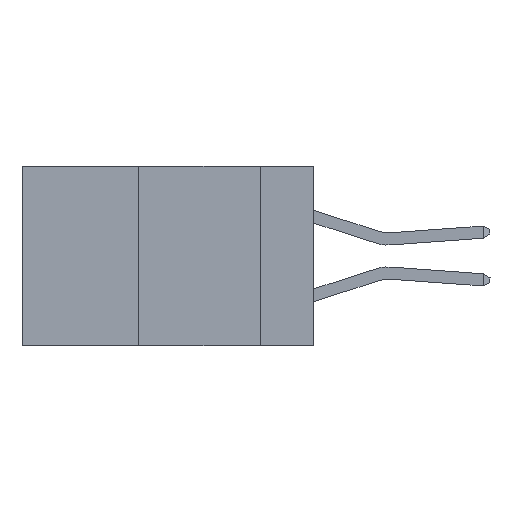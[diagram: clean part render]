
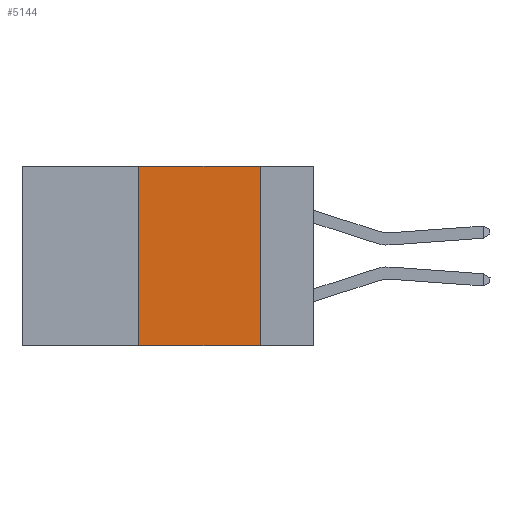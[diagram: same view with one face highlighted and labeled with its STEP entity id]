
A CAD part, left-side view. The second image highlights one B-rep face of the part: STEP entity #5144.
In plain terms, the highlighted planar face has unit normal (-1, 0, 0).
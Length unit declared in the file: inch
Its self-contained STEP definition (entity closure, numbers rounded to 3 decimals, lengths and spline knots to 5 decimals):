
#602 = LINE ( 'NONE', #15953, #8630 ) ;
#659 = EDGE_CURVE ( 'NONE', #1255, #3067, #5655, .T. ) ;
#816 = VECTOR ( 'NONE', #19389, 39.37008 ) ;
#1255 = VERTEX_POINT ( 'NONE', #8099 ) ;
#2965 = DIRECTION ( 'NONE',  ( 0., 0., -1. ) ) ;
#3067 = VERTEX_POINT ( 'NONE', #5794 ) ;
#3120 = DIRECTION ( 'NONE',  ( 1., 0., 0. ) ) ;
#3405 = EDGE_CURVE ( 'NONE', #21916, #9918, #18084, .T. ) ;
#4365 = VECTOR ( 'NONE', #9014, 39.37008 ) ;
#4640 = EDGE_CURVE ( 'NONE', #3067, #21916, #9484, .T. ) ;
#4976 = PLANE ( 'NONE',  #5986 ) ;
#5144 = ADVANCED_FACE ( 'NONE', ( #12885 ), #4976, .F. ) ;
#5655 = LINE ( 'NONE', #17688, #816 ) ;
#5794 = CARTESIAN_POINT ( 'NONE',  ( 0., 0.36, 0. ) ) ;
#5905 = ORIENTED_EDGE ( 'NONE', *, *, #659, .F. ) ;
#5986 = AXIS2_PLACEMENT_3D ( 'NONE', #9937, #3120, #15075 ) ;
#6440 = CARTESIAN_POINT ( 'NONE',  ( 0., 0.11, -0.37 ) ) ;
#7951 = VECTOR ( 'NONE', #2965, 39.37008 ) ;
#8099 = CARTESIAN_POINT ( 'NONE',  ( 0., 0.36, -0.37 ) ) ;
#8630 = VECTOR ( 'NONE', #20912, 39.37008 ) ;
#9014 = DIRECTION ( 'NONE',  ( 0., -1., 0. ) ) ;
#9484 = LINE ( 'NONE', #20889, #4365 ) ;
#9918 = VERTEX_POINT ( 'NONE', #6440 ) ;
#9937 = CARTESIAN_POINT ( 'NONE',  ( 0., 0.6, 0. ) ) ;
#12885 = FACE_OUTER_BOUND ( 'NONE', #16764, .T. ) ;
#13582 = ORIENTED_EDGE ( 'NONE', *, *, #3405, .F. ) ;
#15075 = DIRECTION ( 'NONE',  ( 0., 0., -1. ) ) ;
#15614 = ORIENTED_EDGE ( 'NONE', *, *, #4640, .F. ) ;
#15912 = ORIENTED_EDGE ( 'NONE', *, *, #21804, .T. ) ;
#15953 = CARTESIAN_POINT ( 'NONE',  ( 0., 0.6, -0.37 ) ) ;
#16764 = EDGE_LOOP ( 'NONE', ( #13582, #15614, #5905, #15912 ) ) ;
#17688 = CARTESIAN_POINT ( 'NONE',  ( 0., 0.36, 0. ) ) ;
#18084 = LINE ( 'NONE', #20259, #7951 ) ;
#19389 = DIRECTION ( 'NONE',  ( 0., 0., 1. ) ) ;
#20259 = CARTESIAN_POINT ( 'NONE',  ( 0., 0.11, 0. ) ) ;
#20889 = CARTESIAN_POINT ( 'NONE',  ( 0., 0.6, 0. ) ) ;
#20912 = DIRECTION ( 'NONE',  ( 0., -1., 0. ) ) ;
#21211 = CARTESIAN_POINT ( 'NONE',  ( 0., 0.11, 0. ) ) ;
#21804 = EDGE_CURVE ( 'NONE', #1255, #9918, #602, .T. ) ;
#21916 = VERTEX_POINT ( 'NONE', #21211 ) ;
